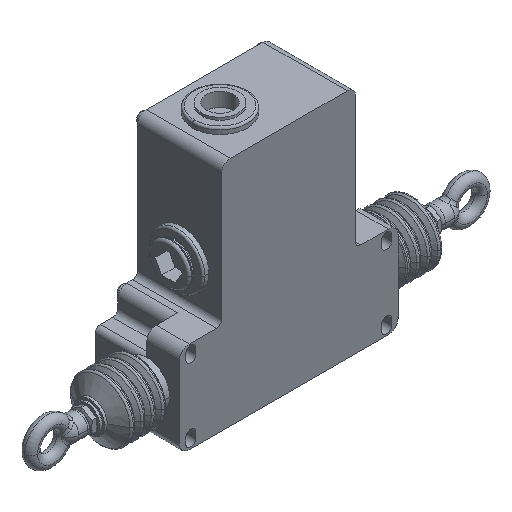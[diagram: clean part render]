
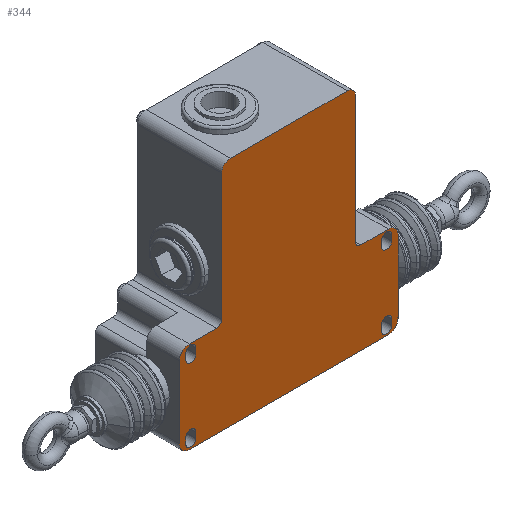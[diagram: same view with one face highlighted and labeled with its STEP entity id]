
A CAD part, isometric view. The second image highlights one B-rep face of the part: STEP entity #344.
In plain terms, the highlighted planar face has unit normal (0, -1, 0).
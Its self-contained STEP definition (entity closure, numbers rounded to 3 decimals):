
#344=ADVANCED_FACE('',(#1193,#1194,#1195,#1196,#1197),#1198,.F.);
#1193=FACE_OUTER_BOUND('',#2921,.T.);
#1194=FACE_BOUND('',#2922,.T.);
#1195=FACE_BOUND('',#2923,.T.);
#1196=FACE_BOUND('',#2924,.T.);
#1197=FACE_BOUND('',#2925,.T.);
#1198=PLANE('',#2926);
#2921=EDGE_LOOP('',(#6367,#6368,#6369,#6370,#6371,#6372,#6373,#6374,#6375,#6376,#6377,#6378,#6379,#6380,#6381,#6382));
#2922=EDGE_LOOP('',(#6383,#6384,#6385,#6386));
#2923=EDGE_LOOP('',(#6387,#6388,#6389,#6390));
#2924=EDGE_LOOP('',(#6391,#6392,#6393,#6394));
#2925=EDGE_LOOP('',(#6395,#6396,#6397,#6398));
#2926=AXIS2_PLACEMENT_3D('',#6399,#6400,#6401);
#6367=ORIENTED_EDGE('',*,*,#8710,.F.);
#6368=ORIENTED_EDGE('',*,*,#9077,.T.);
#6369=ORIENTED_EDGE('',*,*,#8737,.F.);
#6370=ORIENTED_EDGE('',*,*,#9078,.T.);
#6371=ORIENTED_EDGE('',*,*,#9079,.F.);
#6372=ORIENTED_EDGE('',*,*,#9080,.T.);
#6373=ORIENTED_EDGE('',*,*,#8778,.F.);
#6374=ORIENTED_EDGE('',*,*,#8783,.T.);
#6375=ORIENTED_EDGE('',*,*,#8786,.F.);
#6376=ORIENTED_EDGE('',*,*,#8791,.T.);
#6377=ORIENTED_EDGE('',*,*,#8794,.F.);
#6378=ORIENTED_EDGE('',*,*,#8799,.T.);
#6379=ORIENTED_EDGE('',*,*,#8802,.F.);
#6380=ORIENTED_EDGE('',*,*,#8807,.T.);
#6381=ORIENTED_EDGE('',*,*,#8812,.F.);
#6382=ORIENTED_EDGE('',*,*,#9076,.T.);
#6383=ORIENTED_EDGE('',*,*,#9081,.T.);
#6384=ORIENTED_EDGE('',*,*,#9082,.T.);
#6385=ORIENTED_EDGE('',*,*,#9083,.T.);
#6386=ORIENTED_EDGE('',*,*,#9084,.T.);
#6387=ORIENTED_EDGE('',*,*,#9085,.T.);
#6388=ORIENTED_EDGE('',*,*,#9086,.T.);
#6389=ORIENTED_EDGE('',*,*,#9087,.T.);
#6390=ORIENTED_EDGE('',*,*,#9088,.T.);
#6391=ORIENTED_EDGE('',*,*,#9089,.T.);
#6392=ORIENTED_EDGE('',*,*,#9090,.T.);
#6393=ORIENTED_EDGE('',*,*,#9091,.T.);
#6394=ORIENTED_EDGE('',*,*,#9092,.T.);
#6395=ORIENTED_EDGE('',*,*,#9093,.T.);
#6396=ORIENTED_EDGE('',*,*,#9094,.T.);
#6397=ORIENTED_EDGE('',*,*,#9095,.T.);
#6398=ORIENTED_EDGE('',*,*,#9096,.T.);
#6399=CARTESIAN_POINT('',(0.0,0.0,0.0));
#6400=DIRECTION('',(0.0,1.0,0.0));
#6401=DIRECTION('',(1.0,0.0,-0.0));
#8710=EDGE_CURVE('',#10299,#10301,#10302,.T.);
#8737=EDGE_CURVE('',#10346,#10348,#10349,.T.);
#8778=EDGE_CURVE('',#10417,#10418,#10419,.T.);
#8783=EDGE_CURVE('',#10417,#10426,#10427,.T.);
#8786=EDGE_CURVE('',#10431,#10426,#10432,.T.);
#8791=EDGE_CURVE('',#10431,#10440,#10441,.T.);
#8794=EDGE_CURVE('',#10445,#10440,#10446,.T.);
#8799=EDGE_CURVE('',#10445,#10454,#10455,.T.);
#8802=EDGE_CURVE('',#10459,#10454,#10460,.T.);
#8807=EDGE_CURVE('',#10459,#10468,#10469,.T.);
#8812=EDGE_CURVE('',#10476,#10468,#10478,.T.);
#9076=EDGE_CURVE('',#10476,#10301,#10888,.T.);
#9077=EDGE_CURVE('',#10299,#10348,#10889,.T.);
#9078=EDGE_CURVE('',#10346,#10890,#10891,.T.);
#9079=EDGE_CURVE('',#10892,#10890,#10893,.T.);
#9080=EDGE_CURVE('',#10892,#10418,#10894,.T.);
#9081=EDGE_CURVE('',#10895,#10896,#10897,.T.);
#9082=EDGE_CURVE('',#10896,#10898,#10899,.T.);
#9083=EDGE_CURVE('',#10898,#10900,#10901,.T.);
#9084=EDGE_CURVE('',#10900,#10895,#10902,.T.);
#9085=EDGE_CURVE('',#10903,#10904,#10905,.T.);
#9086=EDGE_CURVE('',#10904,#10906,#10907,.T.);
#9087=EDGE_CURVE('',#10906,#10908,#10909,.T.);
#9088=EDGE_CURVE('',#10908,#10903,#10910,.T.);
#9089=EDGE_CURVE('',#10911,#10912,#10913,.T.);
#9090=EDGE_CURVE('',#10912,#10914,#10915,.T.);
#9091=EDGE_CURVE('',#10914,#10916,#10917,.T.);
#9092=EDGE_CURVE('',#10916,#10911,#10918,.T.);
#9093=EDGE_CURVE('',#10919,#10920,#10921,.T.);
#9094=EDGE_CURVE('',#10920,#10922,#10923,.T.);
#9095=EDGE_CURVE('',#10922,#10924,#10925,.T.);
#9096=EDGE_CURVE('',#10924,#10919,#10926,.T.);
#10299=VERTEX_POINT('',#13384);
#10301=VERTEX_POINT('',#13387);
#10302=LINE('',#13388,#13389);
#10346=VERTEX_POINT('',#13449);
#10348=VERTEX_POINT('',#13452);
#10349=LINE('',#13453,#13454);
#10417=VERTEX_POINT('',#13548);
#10418=VERTEX_POINT('',#13549);
#10419=LINE('',#13550,#13551);
#10426=VERTEX_POINT('',#13562);
#10427=CIRCLE('',#13563,3.2);
#10431=VERTEX_POINT('',#13568);
#10432=LINE('',#13569,#13570);
#10440=VERTEX_POINT('',#13580);
#10441=CIRCLE('',#13581,5.2);
#10445=VERTEX_POINT('',#13586);
#10446=LINE('',#13587,#13588);
#10454=VERTEX_POINT('',#13598);
#10455=CIRCLE('',#13599,5.2);
#10459=VERTEX_POINT('',#13604);
#10460=LINE('',#13605,#13606);
#10468=VERTEX_POINT('',#13616);
#10469=CIRCLE('',#13617,3.2);
#10476=VERTEX_POINT('',#13626);
#10478=LINE('',#13629,#13630);
#10888=CIRCLE('',#14234,6.0);
#10889=CIRCLE('',#14235,6.0);
#10890=VERTEX_POINT('',#14236);
#10891=CIRCLE('',#14237,6.0);
#10892=VERTEX_POINT('',#14238);
#10893=LINE('',#14239,#14240);
#10894=CIRCLE('',#14241,6.0);
#10895=VERTEX_POINT('',#14242);
#10896=VERTEX_POINT('',#14243);
#10897=CIRCLE('',#14244,3.1);
#10898=VERTEX_POINT('',#14245);
#10899=LINE('',#14246,#14247);
#10900=VERTEX_POINT('',#14248);
#10901=CIRCLE('',#14249,3.1);
#10902=LINE('',#14250,#14251);
#10903=VERTEX_POINT('',#14252);
#10904=VERTEX_POINT('',#14253);
#10905=LINE('',#14254,#14255);
#10906=VERTEX_POINT('',#14256);
#10907=CIRCLE('',#14257,3.1);
#10908=VERTEX_POINT('',#14258);
#10909=LINE('',#14259,#14260);
#10910=CIRCLE('',#14261,3.1);
#10911=VERTEX_POINT('',#14262);
#10912=VERTEX_POINT('',#14263);
#10913=LINE('',#14264,#14265);
#10914=VERTEX_POINT('',#14266);
#10915=CIRCLE('',#14267,3.1);
#10916=VERTEX_POINT('',#14268);
#10917=LINE('',#14269,#14270);
#10918=CIRCLE('',#14271,3.1);
#10919=VERTEX_POINT('',#14272);
#10920=VERTEX_POINT('',#14273);
#10921=LINE('',#14274,#14275);
#10922=VERTEX_POINT('',#14276);
#10923=CIRCLE('',#14277,3.1);
#10924=VERTEX_POINT('',#14278);
#10925=LINE('',#14279,#14280);
#10926=CIRCLE('',#14281,3.1);
#13384=CARTESIAN_POINT('',(-67.0,0.0,-22.0));
#13387=CARTESIAN_POINT('',(-67.0,0.0,22.0));
#13388=CARTESIAN_POINT('',(-67.0,0.0,-22.0));
#13389=VECTOR('',#17062,44.0);
#13449=CARTESIAN_POINT('',(61.0,0.0,-28.0));
#13452=CARTESIAN_POINT('',(-61.0,0.0,-28.0));
#13453=CARTESIAN_POINT('',(61.0,0.0,-28.0));
#13454=VECTOR('',#17107,122.0);
#13548=CARTESIAN_POINT('',(44.2,0.0,28.0));
#13549=CARTESIAN_POINT('',(61.0,0.0,28.0));
#13550=CARTESIAN_POINT('',(44.2,0.0,28.0));
#13551=VECTOR('',#17176,16.8);
#13562=CARTESIAN_POINT('',(41.0,0.0,31.2));
#13563=AXIS2_PLACEMENT_3D('',#17181,#17182,#17183);
#13568=CARTESIAN_POINT('',(41.0,0.,108.75));
#13569=CARTESIAN_POINT('',(41.0,0.0,108.75));
#13570=VECTOR('',#17188,77.55);
#13580=CARTESIAN_POINT('',(35.8,0.,113.95));
#13581=AXIS2_PLACEMENT_3D('',#17197,#17198,#17199);
#13586=CARTESIAN_POINT('',(-35.8,0.,113.95));
#13587=CARTESIAN_POINT('',(-35.8,0.0,113.95));
#13588=VECTOR('',#17204,71.6);
#13598=CARTESIAN_POINT('',(-41.0,0.,108.75));
#13599=AXIS2_PLACEMENT_3D('',#17213,#17214,#17215);
#13604=CARTESIAN_POINT('',(-41.0,0.0,31.2));
#13605=CARTESIAN_POINT('',(-41.0,0.0,31.2));
#13606=VECTOR('',#17220,77.55);
#13616=CARTESIAN_POINT('',(-44.2,0.0,28.0));
#13617=AXIS2_PLACEMENT_3D('',#17229,#17230,#17231);
#13626=CARTESIAN_POINT('',(-61.0,0.0,28.0));
#13629=CARTESIAN_POINT('',(-61.0,0.0,28.0));
#13630=VECTOR('',#17238,16.8);
#14234=AXIS2_PLACEMENT_3D('',#17740,#17741,#17742);
#14235=AXIS2_PLACEMENT_3D('',#17743,#17744,#17745);
#14236=CARTESIAN_POINT('',(67.0,0.0,-22.0));
#14237=AXIS2_PLACEMENT_3D('',#17746,#17747,#17748);
#14238=CARTESIAN_POINT('',(67.0,0.0,22.0));
#14239=CARTESIAN_POINT('',(67.0,0.0,22.0));
#14240=VECTOR('',#17749,44.0);
#14241=AXIS2_PLACEMENT_3D('',#17750,#17751,#17752);
#14242=CARTESIAN_POINT('',(56.9,0.0,-20.75));
#14243=CARTESIAN_POINT('',(63.1,0.0,-20.75));
#14244=AXIS2_PLACEMENT_3D('',#17753,#17754,#17755);
#14245=CARTESIAN_POINT('',(63.1,0.0,-24.0));
#14246=CARTESIAN_POINT('',(63.1,0.0,-20.75));
#14247=VECTOR('',#17756,3.25);
#14248=CARTESIAN_POINT('',(56.9,0.0,-24.0));
#14249=AXIS2_PLACEMENT_3D('',#17757,#17758,#17759);
#14250=CARTESIAN_POINT('',(56.9,0.0,-24.0));
#14251=VECTOR('',#17760,3.25);
#14252=CARTESIAN_POINT('',(63.1,0.0,24.0));
#14253=CARTESIAN_POINT('',(63.1,0.0,20.75));
#14254=CARTESIAN_POINT('',(63.1,0.0,24.0));
#14255=VECTOR('',#17761,3.25);
#14256=CARTESIAN_POINT('',(56.9,0.0,20.75));
#14257=AXIS2_PLACEMENT_3D('',#17762,#17763,#17764);
#14258=CARTESIAN_POINT('',(56.9,0.0,24.0));
#14259=CARTESIAN_POINT('',(56.9,0.0,20.75));
#14260=VECTOR('',#17765,3.25);
#14261=AXIS2_PLACEMENT_3D('',#17766,#17767,#17768);
#14262=CARTESIAN_POINT('',(-63.1,0.0,-24.0));
#14263=CARTESIAN_POINT('',(-63.1,0.0,-20.75));
#14264=CARTESIAN_POINT('',(-63.1,0.0,-24.0));
#14265=VECTOR('',#17769,3.25);
#14266=CARTESIAN_POINT('',(-56.9,0.0,-20.75));
#14267=AXIS2_PLACEMENT_3D('',#17770,#17771,#17772);
#14268=CARTESIAN_POINT('',(-56.9,0.0,-24.0));
#14269=CARTESIAN_POINT('',(-56.9,0.0,-20.75));
#14270=VECTOR('',#17773,3.25);
#14271=AXIS2_PLACEMENT_3D('',#17774,#17775,#17776);
#14272=CARTESIAN_POINT('',(-56.9,0.0,24.0));
#14273=CARTESIAN_POINT('',(-56.9,0.0,20.75));
#14274=CARTESIAN_POINT('',(-56.9,0.0,24.0));
#14275=VECTOR('',#17777,3.25);
#14276=CARTESIAN_POINT('',(-63.1,0.0,20.75));
#14277=AXIS2_PLACEMENT_3D('',#17778,#17779,#17780);
#14278=CARTESIAN_POINT('',(-63.1,0.0,24.0));
#14279=CARTESIAN_POINT('',(-63.1,0.0,20.75));
#14280=VECTOR('',#17781,3.25);
#14281=AXIS2_PLACEMENT_3D('',#17782,#17783,#17784);
#17062=DIRECTION('',(0.0,0.0,1.0));
#17107=DIRECTION('',(-1.0,0.0,0.0));
#17176=DIRECTION('',(1.0,0.0,0.0));
#17181=CARTESIAN_POINT('',(44.2,0.0,31.2));
#17182=DIRECTION('',(0.0,1.0,0.0));
#17183=DIRECTION('',(0.0,0.0,-1.0));
#17188=DIRECTION('',(0.0,0.0,-1.0));
#17197=CARTESIAN_POINT('',(35.8,0.,108.75));
#17198=DIRECTION('',(0.0,-1.0,0.0));
#17199=DIRECTION('',(1.0,0.0,0.0));
#17204=DIRECTION('',(1.0,0.0,0.0));
#17213=CARTESIAN_POINT('',(-35.8,0.,108.75));
#17214=DIRECTION('',(0.0,-1.0,0.0));
#17215=DIRECTION('',(0.0,0.0,1.0));
#17220=DIRECTION('',(0.0,0.0,1.0));
#17229=CARTESIAN_POINT('',(-44.2,0.0,31.2));
#17230=DIRECTION('',(-0.0,1.0,0.0));
#17231=DIRECTION('',(1.0,0.0,0.0));
#17238=DIRECTION('',(1.0,0.0,0.0));
#17740=CARTESIAN_POINT('',(-61.0,0.,22.0));
#17741=DIRECTION('',(0.0,-1.0,0.0));
#17742=DIRECTION('',(0.0,0.0,1.0));
#17743=CARTESIAN_POINT('',(-61.0,0.,-22.0));
#17744=DIRECTION('',(0.0,-1.0,0.0));
#17745=DIRECTION('',(-1.0,0.0,0.0));
#17746=CARTESIAN_POINT('',(61.0,0.,-22.0));
#17747=DIRECTION('',(0.0,-1.0,0.0));
#17748=DIRECTION('',(0.0,0.0,-1.0));
#17749=DIRECTION('',(0.0,0.0,-1.0));
#17750=CARTESIAN_POINT('',(61.0,0.,22.0));
#17751=DIRECTION('',(0.0,-1.0,0.0));
#17752=DIRECTION('',(1.0,0.0,0.0));
#17753=CARTESIAN_POINT('',(60.0,0.0,-20.75));
#17754=DIRECTION('',(0.0,1.0,0.0));
#17755=DIRECTION('',(-1.0,0.0,0.0));
#17756=DIRECTION('',(0.0,0.0,-1.0));
#17757=CARTESIAN_POINT('',(60.0,0.0,-24.0));
#17758=DIRECTION('',(-0.0,1.0,0.0));
#17759=DIRECTION('',(1.0,0.0,0.0));
#17760=DIRECTION('',(0.0,0.0,1.0));
#17761=DIRECTION('',(0.0,0.0,-1.0));
#17762=CARTESIAN_POINT('',(60.0,0.0,20.75));
#17763=DIRECTION('',(-0.0,1.0,0.0));
#17764=DIRECTION('',(1.0,0.0,0.0));
#17765=DIRECTION('',(0.0,0.0,1.0));
#17766=CARTESIAN_POINT('',(60.0,0.0,24.0));
#17767=DIRECTION('',(0.0,1.0,0.0));
#17768=DIRECTION('',(-1.0,0.0,0.0));
#17769=DIRECTION('',(0.0,0.0,1.0));
#17770=CARTESIAN_POINT('',(-60.0,0.0,-20.75));
#17771=DIRECTION('',(0.0,1.0,0.0));
#17772=DIRECTION('',(-1.0,0.0,0.0));
#17773=DIRECTION('',(0.0,0.0,-1.0));
#17774=CARTESIAN_POINT('',(-60.0,0.0,-24.0));
#17775=DIRECTION('',(-0.0,1.0,0.0));
#17776=DIRECTION('',(1.0,0.0,0.0));
#17777=DIRECTION('',(0.0,0.0,-1.0));
#17778=CARTESIAN_POINT('',(-60.0,0.0,20.75));
#17779=DIRECTION('',(-0.0,1.0,0.0));
#17780=DIRECTION('',(1.0,0.0,0.0));
#17781=DIRECTION('',(0.0,0.0,1.0));
#17782=CARTESIAN_POINT('',(-60.0,0.0,24.0));
#17783=DIRECTION('',(0.0,1.0,0.0));
#17784=DIRECTION('',(-1.0,0.0,0.0));
